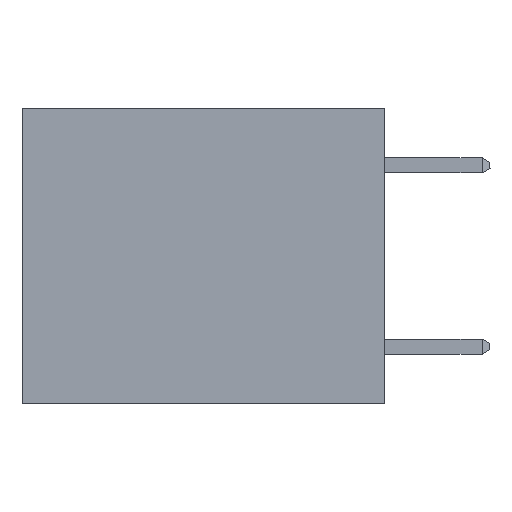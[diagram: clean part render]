
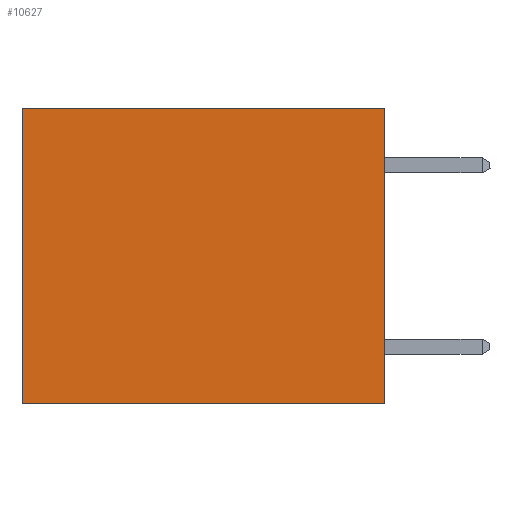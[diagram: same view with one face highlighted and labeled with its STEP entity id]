
A CAD part, left-side view. The second image highlights one B-rep face of the part: STEP entity #10627.
In plain terms, the highlighted planar face has unit normal (-1, 0, 0).
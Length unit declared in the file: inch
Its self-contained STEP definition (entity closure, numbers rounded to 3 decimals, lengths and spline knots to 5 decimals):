
#293 = VERTEX_POINT ( 'NONE', #9214 ) ;
#1629 = LINE ( 'NONE', #15879, #5676 ) ;
#1688 = CARTESIAN_POINT ( 'NONE',  ( 0.3165, 0., -0.49 ) ) ;
#2188 = VECTOR ( 'NONE', #15486, 39.37008 ) ;
#2284 = ORIENTED_EDGE ( 'NONE', *, *, #8867, .T. ) ;
#2453 = EDGE_LOOP ( 'NONE', ( #2284, #22175, #6298, #5957 ) ) ;
#3322 = DIRECTION ( 'NONE',  ( 0., 0., -1. ) ) ;
#3657 = LINE ( 'NONE', #16433, #6764 ) ;
#5476 = CARTESIAN_POINT ( 'NONE',  ( 0.3165, 0., -0.49 ) ) ;
#5497 = CARTESIAN_POINT ( 'NONE',  ( 0.3165, 0., -0.49 ) ) ;
#5676 = VECTOR ( 'NONE', #7787, 39.37008 ) ;
#5901 = VERTEX_POINT ( 'NONE', #8498 ) ;
#5957 = ORIENTED_EDGE ( 'NONE', *, *, #16856, .T. ) ;
#6298 = ORIENTED_EDGE ( 'NONE', *, *, #14088, .F. ) ;
#6764 = VECTOR ( 'NONE', #16611, 39.37008 ) ;
#7787 = DIRECTION ( 'NONE',  ( 0., 0., -1. ) ) ;
#8498 = CARTESIAN_POINT ( 'NONE',  ( 0.3165, 0., 0. ) ) ;
#8510 = FACE_OUTER_BOUND ( 'NONE', #2453, .T. ) ;
#8867 = EDGE_CURVE ( 'NONE', #293, #12261, #3657, .T. ) ;
#9214 = CARTESIAN_POINT ( 'NONE',  ( 0.3165, 0.6, 0. ) ) ;
#9826 = VERTEX_POINT ( 'NONE', #1688 ) ;
#10170 = VECTOR ( 'NONE', #16561, 39.37008 ) ;
#10558 = CARTESIAN_POINT ( 'NONE',  ( 0.3165, 0., 0. ) ) ;
#10627 = ADVANCED_FACE ( 'NONE', ( #8510 ), #11467, .F. ) ;
#11467 = PLANE ( 'NONE',  #12396 ) ;
#12261 = VERTEX_POINT ( 'NONE', #16716 ) ;
#12396 = AXIS2_PLACEMENT_3D ( 'NONE', #5476, #19373, #3322 ) ;
#14088 = EDGE_CURVE ( 'NONE', #5901, #9826, #1629, .T. ) ;
#14539 = LINE ( 'NONE', #10558, #10170 ) ;
#15486 = DIRECTION ( 'NONE',  ( 0., 1., 0. ) ) ;
#15879 = CARTESIAN_POINT ( 'NONE',  ( 0.3165, 0., -0.49 ) ) ;
#16433 = CARTESIAN_POINT ( 'NONE',  ( 0.3165, 0.6, -0.49 ) ) ;
#16561 = DIRECTION ( 'NONE',  ( 0., 1., 0. ) ) ;
#16611 = DIRECTION ( 'NONE',  ( 0., 0., -1. ) ) ;
#16716 = CARTESIAN_POINT ( 'NONE',  ( 0.3165, 0.6, -0.49 ) ) ;
#16856 = EDGE_CURVE ( 'NONE', #5901, #293, #14539, .T. ) ;
#19373 = DIRECTION ( 'NONE',  ( 1., 0., 0. ) ) ;
#21757 = LINE ( 'NONE', #5497, #2188 ) ;
#22175 = ORIENTED_EDGE ( 'NONE', *, *, #23548, .F. ) ;
#23548 = EDGE_CURVE ( 'NONE', #9826, #12261, #21757, .T. ) ;
